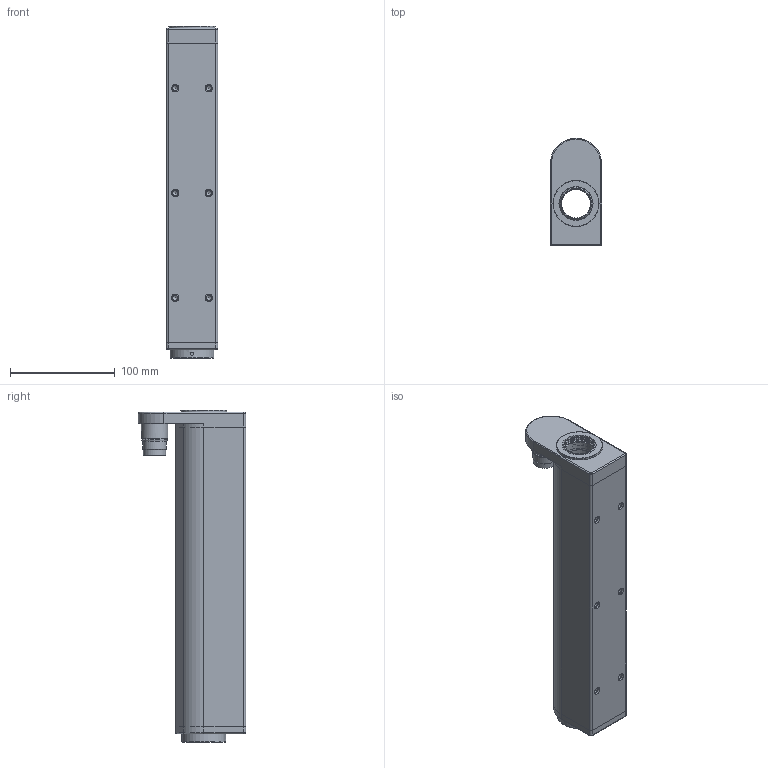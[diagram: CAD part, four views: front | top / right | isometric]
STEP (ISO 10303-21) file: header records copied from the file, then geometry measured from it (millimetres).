
FILE_DESCRIPTION (( 'STEP AP214' ), '1' );
FILE_NAME ('0186-1262_250910_PS01-48x240F-HP-B02-SSCP-C.STEP', '2025-09-10T14:45:19', ( '' ), ( '' ), 'SwSTEP 2.0', 'SolidWorks 2025', '' );
FILE_SCHEMA (( 'AUTOMOTIVE_DESIGN' ));
Length unit declared in the file: millimetre
Products named in the file (4): PS01h-48x240F-HP-B02-SSCP-C_für SM01-48x240F; 0186-1262_250910_PS01-48x240F-HP-B02-SSCP-C; 0180-2052_PAW01-28-BL-Lf; 0180-1452_PB01-48-HP-SSC_PB01-48-HP-SSC
Assembly tree (5 placements, depth 2):
  0186-1262_250910_PS01-48x240F-HP-B02-SSCP-C
    0180-1452_PB01-48-HP-SSC_PB01-48-HP-SSC  x2
    0180-2052_PAW01-28-BL-Lf  x2
    PS01h-48x240F-HP-B02-SSCP-C_für SM01-48x240F
Bounding box: 49 x 102.5 x 317 mm (x, y, z)
Volume: 742587.4 mm3; surface area: 141481.5 mm2
Topology: 6 solids, 6 shells, 619 faces, 1555 edges, 1008 vertices
Faces by surface type: plane 322, cylinder 198, cone 44, bspline 30, torus 25
Full cylindrical faces by diameter (mm): 1 x5, 1.2 x5, 1.5 x5, 2 x4, 2.6 x4, 2.8 x5, 3 x1, 3.8 x3, 4.5 x4, 4.6 x1, 5 x6, 7 x6, 19.9 x1, 20 x1, 21.15 x2, 21.5 x1, 22.6 x1, 23 x2, 25 x3, 28 x1, 28.25 x2, 28.45 x2, 28.8 x2, 29 x1, 29.33 x2, 30 x2, 30.5 x2, 32 x6, 32.5 x2, 36.49 x2
Entity records: 18872 total; most frequent: CARTESIAN_POINT 4263, DIRECTION 2892, ORIENTED_EDGE 2622, EDGE_CURVE 1311, AXIS2_PLACEMENT_3D 1068, VERTEX_POINT 916, EDGE_LOOP 777, LINE 756
